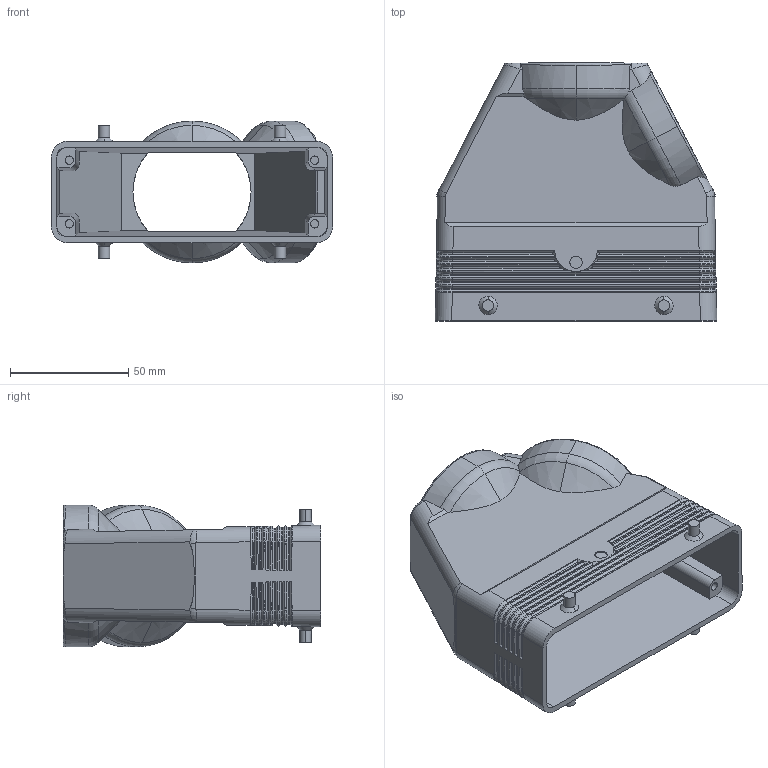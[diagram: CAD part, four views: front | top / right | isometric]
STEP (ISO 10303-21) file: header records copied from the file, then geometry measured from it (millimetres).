
FILE_DESCRIPTION(('CoCreate Modeling STEP Export'),'2;1');
FILE_NAME('MIV 24.50.stp','2009-12-18T15:14:21',(''),(''),'CoCreate Modeling STEP processor for AP214 (Solid Model)','CoCreate Modeling 16.00A 16-Aug-2008 (C) Parametric Technology GmbH','');
FILE_SCHEMA(('AUTOMOTIVE_DESIGN { 1 0 10303 214 1 1 1 1 }'));
Length unit declared in the file: millimetre
Products named in the file (2): MIV_24.50
Assembly tree (1 placements, depth 2):
  MIV_24.50
    MIV_24.50
Bounding box: 119.23 x 109.2 x 60 mm (x, y, z)
Volume: 106066.3 mm3; surface area: 66217.7 mm2
Topology: 1 solids, 1 shells, 568 faces, 1600 edges, 1044 vertices
Faces by surface type: plane 204, cylinder 199, cone 76, revolution 52, bspline 26, torus 11
Entity records: 33943 total; most frequent: CARTESIAN_POINT 16727, ORIENTED_EDGE 3192, DIRECTION 1917, EDGE_CURVE 1596, VERTEX_POINT 1042, AXIS2_PLACEMENT_3D 639, VECTOR 587, LINE 587
